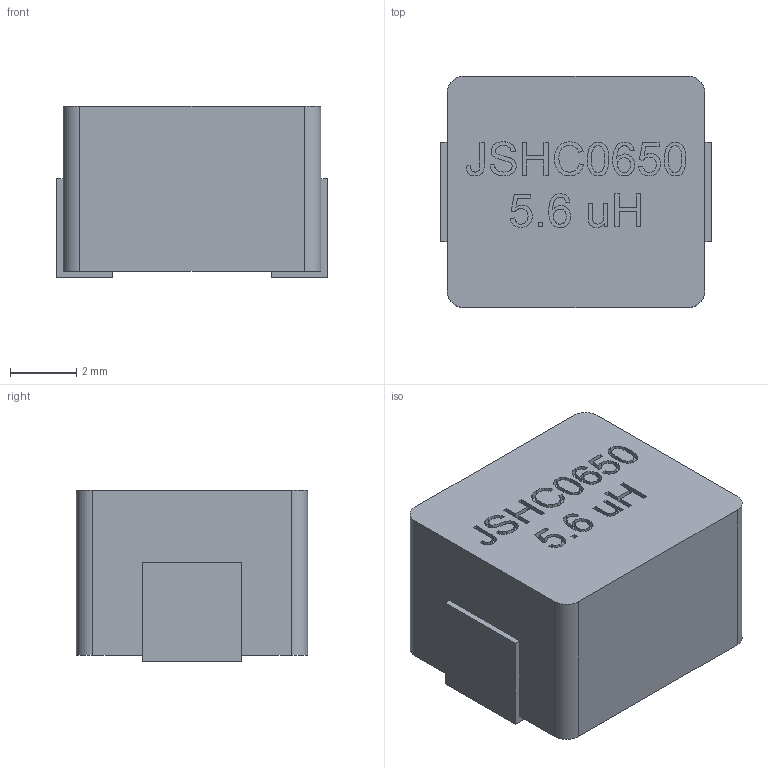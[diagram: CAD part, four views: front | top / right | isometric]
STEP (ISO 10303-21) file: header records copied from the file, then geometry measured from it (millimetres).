
FILE_DESCRIPTION(/* description */ (''),/* implementation_level */ '2;1');
FILE_NAME(/* name */ 'IND-JSHC0650-5R6M v3.step',/* time_stamp */ '2023-02-26T15:15:14+02:00',/* author */ (''),/* organization */ (''),/* preprocessor_version */ 'ST-DEVELOPER v19.2',/* originating_system */ 'Autodesk Translation Framework v11.17.0.187',/* authorisation */ '');
FILE_SCHEMA (('AUTOMOTIVE_DESIGN { 1 0 10303 214 3 1 1 }'));
Length unit declared in the file: millimetre
Products named in the file (1): JSHC0650-5R6M
Bounding box: 8.2 x 7 x 5.2 mm (x, y, z)
Volume: 276.6 mm3; surface area: 272.7 mm2
Topology: 1 solids, 1 shells, 297 faces, 834 edges, 556 vertices
Faces by surface type: bspline 198, plane 95, cylinder 4
Entity records: 11421 total; most frequent: CARTESIAN_POINT 5054, ORIENTED_EDGE 1668, EDGE_CURVE 834, DIRECTION 646, VERTEX_POINT 556, LINE 430, VECTOR 430, B_SPLINE_CURVE_WITH_KNOTS 396
